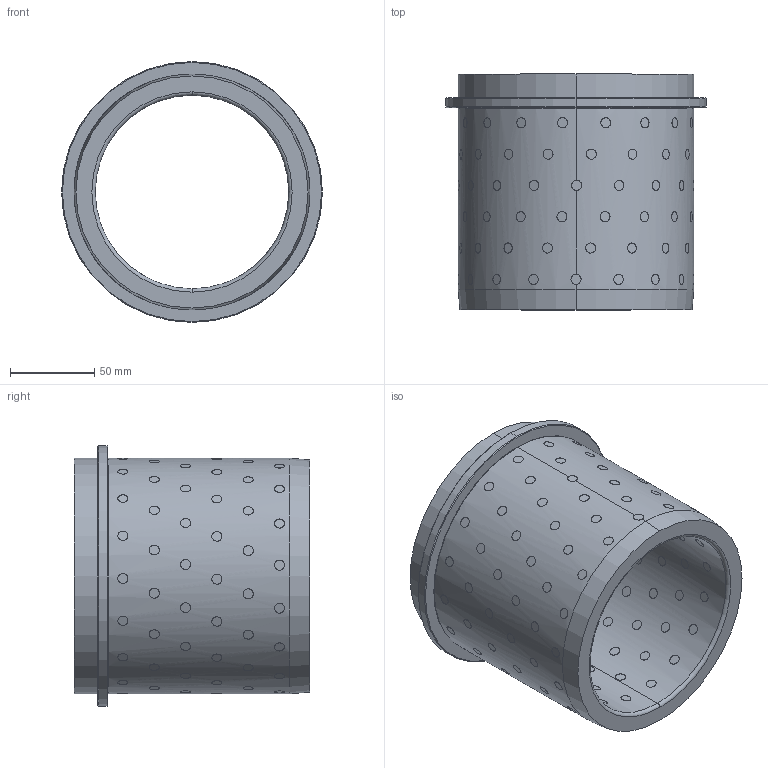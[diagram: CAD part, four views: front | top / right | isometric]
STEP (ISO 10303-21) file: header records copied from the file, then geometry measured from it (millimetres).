
FILE_DESCRIPTION (( 'STEP AP214' ), '1' );
FILE_NAME ('JNM-115.STEP', '2021-10-20T08:54:01', ( '' ), ( '' ), 'SwSTEP 2.0', 'SolidWorks 2016', '' );
FILE_SCHEMA (( 'AUTOMOTIVE_DESIGN' ));
Length unit declared in the file: millimetre
Products named in the file (107): ʯī-L12.5; JNM-115; JNM-D115-L140
Assembly tree (104 placements, depth 2):
  ʯī-L12.5
  ʯī-L12.5
  ʯī-L12.5
  ʯī-L12.5
  ʯī-L12.5
Bounding box: 155 x 140 x 155 mm (x, y, z)
Volume: 710545 mm3; surface area: 174987.4 mm2
Topology: 103 solids, 103 shells, 640 faces, 1293 edges, 858 vertices
Faces by surface type: cylinder 418, plane 208, cone 8, torus 6
Entity records: 22574 total; most frequent: CARTESIAN_POINT 14546, ORIENTED_EDGE 1372, DIRECTION 1004, EDGE_CURVE 686, VERTEX_POINT 452, EDGE_LOOP 440, B_SPLINE_CURVE_WITH_KNOTS 417, AXIS2_PLACEMENT_3D 388
